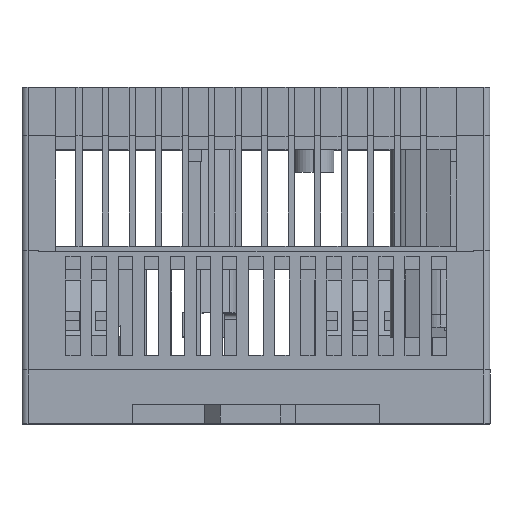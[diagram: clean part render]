
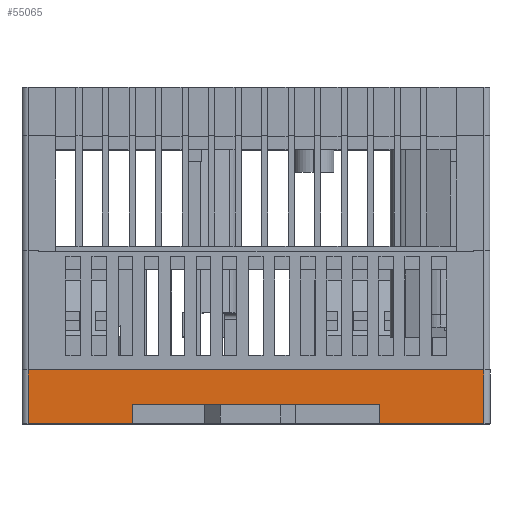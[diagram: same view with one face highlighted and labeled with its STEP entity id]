
A CAD part, top view. The second image highlights one B-rep face of the part: STEP entity #55065.
In plain terms, the highlighted face is planar.
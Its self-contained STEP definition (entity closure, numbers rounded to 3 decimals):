
#628 = EDGE_CURVE ( 'NONE', #36291, #14233, #11649, .T. ) ;
#644 = DIRECTION ( 'NONE',  ( 0., 0., -1. ) ) ;
#3546 = VECTOR ( 'NONE', #42855, 1000. ) ;
#4951 = VERTEX_POINT ( 'NONE', #28981 ) ;
#7383 = CARTESIAN_POINT ( 'NONE',  ( 46., -37.75, 8.8 ) ) ;
#11357 = EDGE_CURVE ( 'NONE', #46784, #35925, #53320, .T. ) ;
#11362 = DIRECTION ( 'NONE',  ( 0., 1., 0. ) ) ;
#11581 = CARTESIAN_POINT ( 'NONE',  ( 46., -37.75, -1.2 ) ) ;
#11649 = LINE ( 'NONE', #7383, #42760 ) ;
#11666 = DIRECTION ( 'NONE',  ( 1., 0., 0. ) ) ;
#11943 = EDGE_CURVE ( 'NONE', #37696, #35925, #28301, .T. ) ;
#12991 = CARTESIAN_POINT ( 'NONE',  ( 46., 37.75, 8.8 ) ) ;
#14145 = ORIENTED_EDGE ( 'NONE', *, *, #17496, .T. ) ;
#14233 = VERTEX_POINT ( 'NONE', #12991 ) ;
#14284 = CARTESIAN_POINT ( 'NONE',  ( 46., -20.5, 3. ) ) ;
#16239 = FACE_OUTER_BOUND ( 'NONE', #17397, .T. ) ;
#16793 = DIRECTION ( 'NONE',  ( 0., 0., -1. ) ) ;
#17060 = CARTESIAN_POINT ( 'NONE',  ( 46., 20.5, 3. ) ) ;
#17088 = CARTESIAN_POINT ( 'NONE',  ( 46., -37.75, -1.2 ) ) ;
#17397 = EDGE_LOOP ( 'NONE', ( #14145, #22968, #53011, #45795, #27573, #28270, #17794, #43785 ) ) ;
#17496 = EDGE_CURVE ( 'NONE', #37696, #4951, #30657, .T. ) ;
#17692 = AXIS2_PLACEMENT_3D ( 'NONE', #17088, #11666, #16793 ) ;
#17794 = ORIENTED_EDGE ( 'NONE', *, *, #11357, .T. ) ;
#17896 = EDGE_CURVE ( 'NONE', #46784, #48966, #21068, .T. ) ;
#20589 = CARTESIAN_POINT ( 'NONE',  ( 46., 37.75, -0.08 ) ) ;
#20970 = CARTESIAN_POINT ( 'NONE',  ( 46., 37.75, -1.2 ) ) ;
#21068 = LINE ( 'NONE', #38640, #42808 ) ;
#22968 = ORIENTED_EDGE ( 'NONE', *, *, #34671, .F. ) ;
#24000 = DIRECTION ( 'NONE',  ( 0., -1., 0. ) ) ;
#27573 = ORIENTED_EDGE ( 'NONE', *, *, #35907, .F. ) ;
#28270 = ORIENTED_EDGE ( 'NONE', *, *, #17896, .F. ) ;
#28301 = LINE ( 'NONE', #36510, #48222 ) ;
#28981 = CARTESIAN_POINT ( 'NONE',  ( 46., 20.5, -0.08 ) ) ;
#29083 = PLANE ( 'NONE',  #17692 ) ;
#29570 = VECTOR ( 'NONE', #45331, 1000. ) ;
#29963 = VERTEX_POINT ( 'NONE', #37314 ) ;
#30657 = LINE ( 'NONE', #52229, #42723 ) ;
#34671 = EDGE_CURVE ( 'NONE', #29963, #4951, #42462, .T. ) ;
#35907 = EDGE_CURVE ( 'NONE', #48966, #36291, #41757, .T. ) ;
#35925 = VERTEX_POINT ( 'NONE', #42053 ) ;
#36291 = VERTEX_POINT ( 'NONE', #47944 ) ;
#36510 = CARTESIAN_POINT ( 'NONE',  ( 46., 0., 3. ) ) ;
#36754 = VECTOR ( 'NONE', #55175, 1000. ) ;
#37314 = CARTESIAN_POINT ( 'NONE',  ( 46., 37.75, -0.08 ) ) ;
#37615 = DIRECTION ( 'NONE',  ( 0., -1., 0. ) ) ;
#37696 = VERTEX_POINT ( 'NONE', #17060 ) ;
#38549 = LINE ( 'NONE', #20970, #3546 ) ;
#38640 = CARTESIAN_POINT ( 'NONE',  ( 46., -20.5, -0.08 ) ) ;
#41446 = CARTESIAN_POINT ( 'NONE',  ( 46., -37.75, -0.08 ) ) ;
#41757 = LINE ( 'NONE', #11581, #36754 ) ;
#42053 = CARTESIAN_POINT ( 'NONE',  ( 46., -20.5, 3. ) ) ;
#42462 = LINE ( 'NONE', #20589, #52406 ) ;
#42723 = VECTOR ( 'NONE', #644, 1000. ) ;
#42760 = VECTOR ( 'NONE', #11362, 1000. ) ;
#42808 = VECTOR ( 'NONE', #47495, 1000. ) ;
#42855 = DIRECTION ( 'NONE',  ( 0., 0., 1. ) ) ;
#43146 = CARTESIAN_POINT ( 'NONE',  ( 46., -20.5, -0.08 ) ) ;
#43785 = ORIENTED_EDGE ( 'NONE', *, *, #11943, .F. ) ;
#45331 = DIRECTION ( 'NONE',  ( 0., 0., 1. ) ) ;
#45795 = ORIENTED_EDGE ( 'NONE', *, *, #628, .F. ) ;
#46784 = VERTEX_POINT ( 'NONE', #43146 ) ;
#47495 = DIRECTION ( 'NONE',  ( 0., -1., 0. ) ) ;
#47944 = CARTESIAN_POINT ( 'NONE',  ( 46., -37.75, 8.8 ) ) ;
#48222 = VECTOR ( 'NONE', #24000, 1000. ) ;
#48966 = VERTEX_POINT ( 'NONE', #41446 ) ;
#50737 = EDGE_CURVE ( 'NONE', #29963, #14233, #38549, .T. ) ;
#52229 = CARTESIAN_POINT ( 'NONE',  ( 46., 20.5, 3. ) ) ;
#52406 = VECTOR ( 'NONE', #37615, 1000. ) ;
#53011 = ORIENTED_EDGE ( 'NONE', *, *, #50737, .T. ) ;
#53320 = LINE ( 'NONE', #14284, #29570 ) ;
#55065 = ADVANCED_FACE ( 'NONE', ( #16239 ), #29083, .T. ) ;
#55175 = DIRECTION ( 'NONE',  ( 0., 0., 1. ) ) ;
